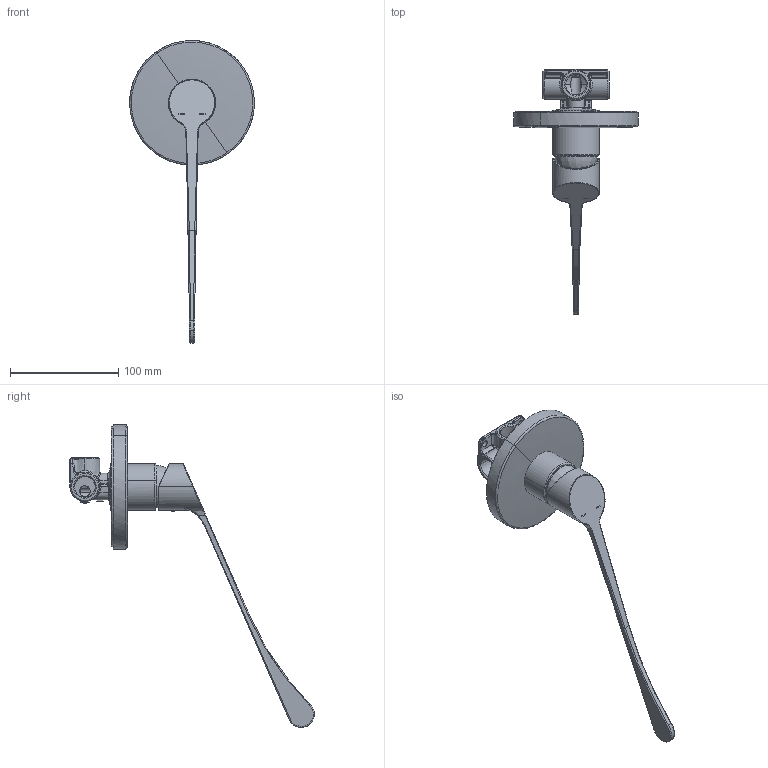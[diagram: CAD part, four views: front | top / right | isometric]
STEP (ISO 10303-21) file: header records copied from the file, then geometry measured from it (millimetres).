
FILE_DESCRIPTION(/* description */ (''),/* implementation_level */ '2;1');
FILE_NAME(/* name */ 'STEP - 9509523, 9511991',/* time_stamp */ '2025-03-18T16:49:26+11:00',/* author */ (''),/* organization */ (''),/* preprocessor_version */ 'ST-DEVELOPER v16.5',/* originating_system */ 'Rhino 7.37',/* authorisation */ '');
FILE_SCHEMA (('AUTOMOTIVE_DESIGN'));
Length unit declared in the file: millimetre
Products named in the file (1): Document
Bounding box: 114.99 x 225.73 x 279.53 mm (x, y, z)
Volume: 75401.6 mm3; surface area: 92032.9 mm2
Topology: 5 solids, 11 shells, 625 faces, 1587 edges, 917 vertices
Faces by surface type: bspline 304, cylinder 198, plane 123
Entity records: 31728 total; most frequent: CARTESIAN_POINT 22212, ORIENTED_EDGE 2999, EDGE_CURVE 1549, B_SPLINE_CURVE_WITH_KNOTS 943, VERTEX_POINT 913, EDGE_LOOP 665, ADVANCED_FACE 625, FACE_OUTER_BOUND 625
